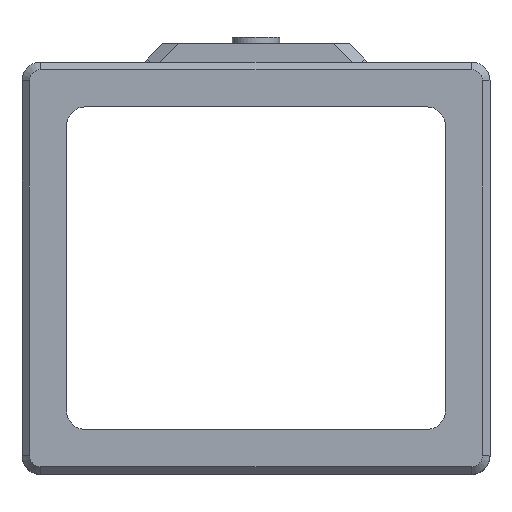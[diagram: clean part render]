
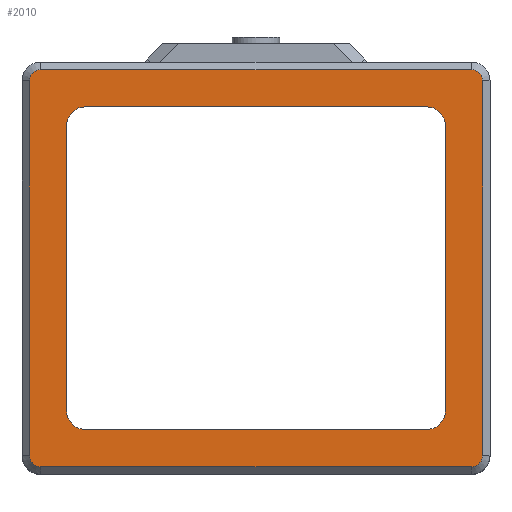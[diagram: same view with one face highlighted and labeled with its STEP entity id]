
A CAD part, top view. The second image highlights one B-rep face of the part: STEP entity #2010.
In plain terms, the highlighted planar face has unit normal (0, 0, 1).
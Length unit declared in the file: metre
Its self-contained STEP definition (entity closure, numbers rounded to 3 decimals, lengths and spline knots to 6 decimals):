
#180=CIRCLE('',#2214,0.003);
#181=CIRCLE('',#2215,0.003);
#182=CIRCLE('',#2216,0.003);
#183=CIRCLE('',#2217,0.003);
#184=CIRCLE('',#2218,0.005);
#185=CIRCLE('',#2219,0.005);
#186=CIRCLE('',#2220,0.005);
#187=CIRCLE('',#2221,0.005);
#422=ORIENTED_EDGE('',*,*,#978,.T.);
#423=ORIENTED_EDGE('',*,*,#979,.T.);
#424=ORIENTED_EDGE('',*,*,#980,.T.);
#425=ORIENTED_EDGE('',*,*,#981,.T.);
#426=ORIENTED_EDGE('',*,*,#982,.T.);
#427=ORIENTED_EDGE('',*,*,#983,.T.);
#428=ORIENTED_EDGE('',*,*,#984,.T.);
#429=ORIENTED_EDGE('',*,*,#985,.T.);
#430=ORIENTED_EDGE('',*,*,#966,.F.);
#431=ORIENTED_EDGE('',*,*,#986,.T.);
#432=ORIENTED_EDGE('',*,*,#970,.T.);
#433=ORIENTED_EDGE('',*,*,#987,.T.);
#434=ORIENTED_EDGE('',*,*,#973,.T.);
#435=ORIENTED_EDGE('',*,*,#988,.T.);
#436=ORIENTED_EDGE('',*,*,#976,.F.);
#437=ORIENTED_EDGE('',*,*,#989,.T.);
#966=EDGE_CURVE('',#1246,#1247,#1366,.T.);
#970=EDGE_CURVE('',#1249,#1248,#1370,.T.);
#973=EDGE_CURVE('',#1251,#1250,#1373,.T.);
#976=EDGE_CURVE('',#1252,#1253,#1376,.T.);
#978=EDGE_CURVE('',#1254,#1255,#180,.T.);
#979=EDGE_CURVE('',#1255,#1256,#1378,.T.);
#980=EDGE_CURVE('',#1256,#1257,#181,.T.);
#981=EDGE_CURVE('',#1257,#1258,#1379,.T.);
#982=EDGE_CURVE('',#1258,#1259,#182,.T.);
#983=EDGE_CURVE('',#1259,#1260,#1380,.T.);
#984=EDGE_CURVE('',#1260,#1261,#183,.T.);
#985=EDGE_CURVE('',#1261,#1254,#1381,.T.);
#986=EDGE_CURVE('',#1246,#1249,#184,.F.);
#987=EDGE_CURVE('',#1248,#1251,#185,.F.);
#988=EDGE_CURVE('',#1250,#1253,#186,.F.);
#989=EDGE_CURVE('',#1252,#1247,#187,.F.);
#1246=VERTEX_POINT('',#3402);
#1247=VERTEX_POINT('',#3403);
#1248=VERTEX_POINT('',#3408);
#1249=VERTEX_POINT('',#3410);
#1250=VERTEX_POINT('',#3414);
#1251=VERTEX_POINT('',#3416);
#1252=VERTEX_POINT('',#3420);
#1253=VERTEX_POINT('',#3422);
#1254=VERTEX_POINT('',#3426);
#1255=VERTEX_POINT('',#3427);
#1256=VERTEX_POINT('',#3429);
#1257=VERTEX_POINT('',#3431);
#1258=VERTEX_POINT('',#3433);
#1259=VERTEX_POINT('',#3435);
#1260=VERTEX_POINT('',#3437);
#1261=VERTEX_POINT('',#3439);
#1366=LINE('',#3401,#1534);
#1370=LINE('',#3409,#1538);
#1373=LINE('',#3415,#1541);
#1376=LINE('',#3421,#1544);
#1378=LINE('',#3428,#1546);
#1379=LINE('',#3432,#1547);
#1380=LINE('',#3436,#1548);
#1381=LINE('',#3440,#1549);
#1534=VECTOR('',#2587,1.);
#1538=VECTOR('',#2593,1.);
#1541=VECTOR('',#2598,1.);
#1544=VECTOR('',#2603,1.);
#1546=VECTOR('',#2609,1.);
#1547=VECTOR('',#2612,1.);
#1548=VECTOR('',#2615,1.);
#1549=VECTOR('',#2618,1.);
#1669=EDGE_LOOP('',(#422,#423,#424,#425,#426,#427,#428,#429));
#1670=EDGE_LOOP('',(#430,#431,#432,#433,#434,#435,#436,#437));
#1823=FACE_BOUND('',#1669,.T.);
#1824=FACE_BOUND('',#1670,.T.);
#1944=PLANE('',#2213);
#2010=ADVANCED_FACE('',(#1823,#1824),#1944,.T.);
#2213=AXIS2_PLACEMENT_3D('',#3424,#2605,#2606);
#2214=AXIS2_PLACEMENT_3D('',#3425,#2607,#2608);
#2215=AXIS2_PLACEMENT_3D('',#3430,#2610,#2611);
#2216=AXIS2_PLACEMENT_3D('',#3434,#2613,#2614);
#2217=AXIS2_PLACEMENT_3D('',#3438,#2616,#2617);
#2218=AXIS2_PLACEMENT_3D('',#3441,#2619,#2620);
#2219=AXIS2_PLACEMENT_3D('',#3442,#2621,#2622);
#2220=AXIS2_PLACEMENT_3D('',#3443,#2623,#2624);
#2221=AXIS2_PLACEMENT_3D('',#3444,#2625,#2626);
#2587=DIRECTION('',(0.,-1.,0.));
#2593=DIRECTION('',(1.,0.,0.));
#2598=DIRECTION('',(0.,-1.,0.));
#2603=DIRECTION('',(1.,0.,0.));
#2605=DIRECTION('',(0.,0.,1.));
#2606=DIRECTION('',(1.,0.,0.));
#2607=DIRECTION('',(0.,0.,1.));
#2608=DIRECTION('',(1.,0.,0.));
#2609=DIRECTION('',(1.,0.,0.));
#2610=DIRECTION('',(0.,0.,1.));
#2611=DIRECTION('',(1.,0.,0.));
#2612=DIRECTION('',(0.,1.,0.));
#2613=DIRECTION('',(0.,0.,1.));
#2614=DIRECTION('',(1.,0.,0.));
#2615=DIRECTION('',(-1.,0.,0.));
#2616=DIRECTION('',(0.,0.,1.));
#2617=DIRECTION('',(1.,0.,0.));
#2618=DIRECTION('',(0.,-1.,0.));
#2619=DIRECTION('',(0.,0.,1.));
#2620=DIRECTION('',(1.,0.,0.));
#2621=DIRECTION('',(0.,0.,1.));
#2622=DIRECTION('',(1.,0.,0.));
#2623=DIRECTION('',(0.,0.,1.));
#2624=DIRECTION('',(1.,0.,0.));
#2625=DIRECTION('',(0.,0.,1.));
#2626=DIRECTION('',(1.,0.,0.));
#3401=CARTESIAN_POINT('',(-0.0508,0.,0.034925));
#3402=CARTESIAN_POINT('',(-0.0508,0.0383,0.034925));
#3403=CARTESIAN_POINT('',(-0.0508,-0.0383,0.034925));
#3408=CARTESIAN_POINT('',(0.0458,0.0433,0.034925));
#3409=CARTESIAN_POINT('',(0.,0.0433,0.034925));
#3410=CARTESIAN_POINT('',(-0.0458,0.0433,0.034925));
#3414=CARTESIAN_POINT('',(0.0508,-0.0383,0.034925));
#3415=CARTESIAN_POINT('',(0.0508,0.,0.034925));
#3416=CARTESIAN_POINT('',(0.0508,0.0383,0.034925));
#3420=CARTESIAN_POINT('',(-0.0458,-0.0433,0.034925));
#3421=CARTESIAN_POINT('',(0.,-0.0433,0.034925));
#3422=CARTESIAN_POINT('',(0.0458,-0.0433,0.034925));
#3424=CARTESIAN_POINT('',(0.,0.,0.034925));
#3425=CARTESIAN_POINT('',(-0.0578,-0.0503,0.034925));
#3426=CARTESIAN_POINT('',(-0.0608,-0.0503,0.034925));
#3427=CARTESIAN_POINT('',(-0.0578,-0.0533,0.034925));
#3428=CARTESIAN_POINT('',(0.0578,-0.0533,0.034925));
#3429=CARTESIAN_POINT('',(0.0578,-0.0533,0.034925));
#3430=CARTESIAN_POINT('',(0.0578,-0.0503,0.034925));
#3431=CARTESIAN_POINT('',(0.0608,-0.0503,0.034925));
#3432=CARTESIAN_POINT('',(0.0608,0.0503,0.034925));
#3433=CARTESIAN_POINT('',(0.0608,0.0503,0.034925));
#3434=CARTESIAN_POINT('',(0.0578,0.0503,0.034925));
#3435=CARTESIAN_POINT('',(0.0578,0.0533,0.034925));
#3436=CARTESIAN_POINT('',(0.,0.0533,0.034925));
#3437=CARTESIAN_POINT('',(-0.0578,0.0533,0.034925));
#3438=CARTESIAN_POINT('',(-0.0578,0.0503,0.034925));
#3439=CARTESIAN_POINT('',(-0.0608,0.0503,0.034925));
#3440=CARTESIAN_POINT('',(-0.0608,0.,0.034925));
#3441=CARTESIAN_POINT('',(-0.0458,0.0383,0.034925));
#3442=CARTESIAN_POINT('',(0.0458,0.0383,0.034925));
#3443=CARTESIAN_POINT('',(0.0458,-0.0383,0.034925));
#3444=CARTESIAN_POINT('',(-0.0458,-0.0383,0.034925));
